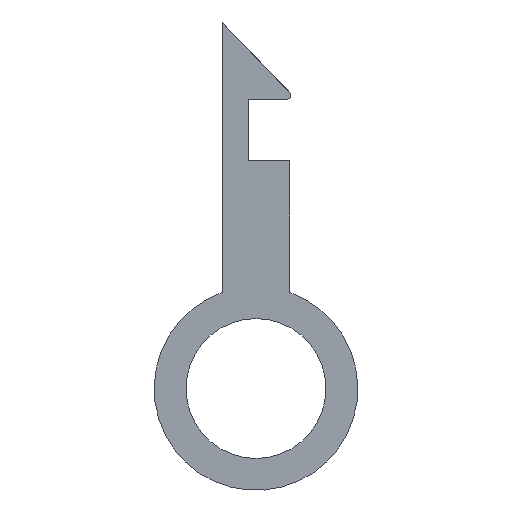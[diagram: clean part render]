
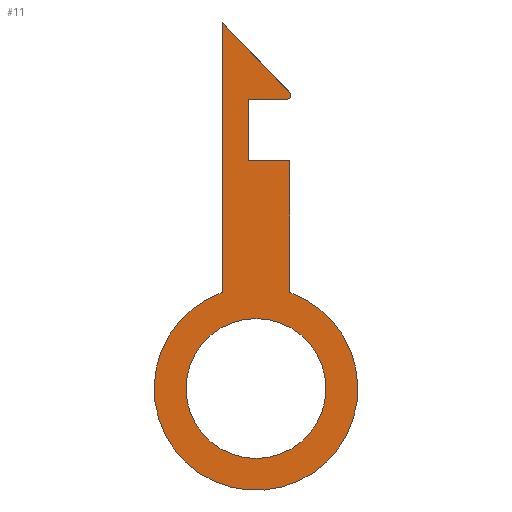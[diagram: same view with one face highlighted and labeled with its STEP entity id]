
A CAD part, left-side view. The second image highlights one B-rep face of the part: STEP entity #11.
In plain terms, the highlighted planar face has unit normal (-1, 0, 0).
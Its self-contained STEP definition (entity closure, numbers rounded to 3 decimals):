
#5 = AXIS2_PLACEMENT_3D ( 'NONE', #373, #482, #89 ) ;
#10 = CIRCLE ( 'NONE', #140, 8. ) ;
#11 = ADVANCED_FACE ( 'NONE', ( #282, #440 ), #170, .F. ) ;
#20 = EDGE_CURVE ( 'NONE', #390, #413, #273, .T. ) ;
#29 = LINE ( 'NONE', #302, #223 ) ;
#36 = CARTESIAN_POINT ( 'NONE',  ( 0., 0., 0.008 ) ) ;
#45 = LINE ( 'NONE', #204, #101 ) ;
#60 = CARTESIAN_POINT ( 'NONE',  ( 0., 0.814, 0.855 ) ) ;
#61 = ORIENTED_EDGE ( 'NONE', *, *, #217, .F. ) ;
#71 = VERTEX_POINT ( 'NONE', #118 ) ;
#75 = CIRCLE ( 'NONE', #5, 8. ) ;
#89 = DIRECTION ( 'NONE',  ( 0., 0., -1. ) ) ;
#90 = DIRECTION ( 'NONE',  ( 0., -1., 0. ) ) ;
#93 = EDGE_CURVE ( 'NONE', #451, #261, #384, .T. ) ;
#101 = VECTOR ( 'NONE', #275, 1000. ) ;
#108 = CARTESIAN_POINT ( 'NONE',  ( 0., 8.519, 8.87 ) ) ;
#113 = EDGE_LOOP ( 'NONE', ( #228, #312 ) ) ;
#118 = CARTESIAN_POINT ( 'NONE',  ( 0., 5.538, -6.992 ) ) ;
#139 = LINE ( 'NONE', #414, #176 ) ;
#140 = AXIS2_PLACEMENT_3D ( 'NONE', #361, #407, #488 ) ;
#142 = CARTESIAN_POINT ( 'NONE',  ( 0., 8.519, -22.061 ) ) ;
#147 = DIRECTION ( 'NONE',  ( 1., 0., 0. ) ) ;
#154 = CIRCLE ( 'NONE', #433, 11.65 ) ;
#155 = EDGE_LOOP ( 'NONE', ( #61, #458, #168, #417, #290, #193, #408, #158 ) ) ;
#157 = EDGE_CURVE ( 'NONE', #231, #451, #45, .T. ) ;
#158 = ORIENTED_EDGE ( 'NONE', *, *, #225, .F. ) ;
#160 = VERTEX_POINT ( 'NONE', #323 ) ;
#168 = ORIENTED_EDGE ( 'NONE', *, *, #93, .F. ) ;
#170 = PLANE ( 'NONE',  #325 ) ;
#176 = VECTOR ( 'NONE', #374, 1000. ) ;
#186 = VERTEX_POINT ( 'NONE', #446 ) ;
#189 = DIRECTION ( 'NONE',  ( 0., 0., -1. ) ) ;
#193 = ORIENTED_EDGE ( 'NONE', *, *, #20, .F. ) ;
#203 = CIRCLE ( 'NONE', #492, 0.5 ) ;
#204 = CARTESIAN_POINT ( 'NONE',  ( 0., 8.519, 8.87 ) ) ;
#217 = EDGE_CURVE ( 'NONE', #160, #235, #29, .T. ) ;
#221 = VERTEX_POINT ( 'NONE', #331 ) ;
#223 = VECTOR ( 'NONE', #372, 1000. ) ;
#225 = EDGE_CURVE ( 'NONE', #235, #71, #139, .T. ) ;
#228 = ORIENTED_EDGE ( 'NONE', *, *, #277, .T. ) ;
#231 = VERTEX_POINT ( 'NONE', #142 ) ;
#235 = VERTEX_POINT ( 'NONE', #500 ) ;
#259 = DIRECTION ( 'NONE',  ( -1., 0., 0. ) ) ;
#261 = VERTEX_POINT ( 'NONE', #60 ) ;
#273 = LINE ( 'NONE', #432, #392 ) ;
#274 = DIRECTION ( 'NONE',  ( 0., -0.693, -0.721 ) ) ;
#275 = DIRECTION ( 'NONE',  ( 0., 0., 1. ) ) ;
#277 = EDGE_CURVE ( 'NONE', #221, #186, #75, .T. ) ;
#282 = FACE_OUTER_BOUND ( 'NONE', #155, .T. ) ;
#290 = ORIENTED_EDGE ( 'NONE', *, *, #475, .F. ) ;
#300 = DIRECTION ( 'NONE',  ( 0., 0., -1. ) ) ;
#302 = CARTESIAN_POINT ( 'NONE',  ( 0., 5.538, 0.008 ) ) ;
#312 = ORIENTED_EDGE ( 'NONE', *, *, #351, .T. ) ;
#314 = DIRECTION ( 'NONE',  ( 0., 0., -1. ) ) ;
#321 = CARTESIAN_POINT ( 'NONE',  ( 0., 5.538, -6.992 ) ) ;
#322 = CARTESIAN_POINT ( 'NONE',  ( 0., 4.645, -33.048 ) ) ;
#323 = CARTESIAN_POINT ( 'NONE',  ( 0., 1.175, 0.008 ) ) ;
#325 = AXIS2_PLACEMENT_3D ( 'NONE', #322, #391, #314 ) ;
#331 = CARTESIAN_POINT ( 'NONE',  ( 0., 4.645, -25.048 ) ) ;
#332 = CARTESIAN_POINT ( 'NONE',  ( 0., 0.769, -6.992 ) ) ;
#351 = EDGE_CURVE ( 'NONE', #186, #221, #10, .T. ) ;
#361 = CARTESIAN_POINT ( 'NONE',  ( 0., 4.645, -33.048 ) ) ;
#365 = EDGE_CURVE ( 'NONE', #71, #390, #412, .T. ) ;
#372 = DIRECTION ( 'NONE',  ( 0., 1., 0. ) ) ;
#373 = CARTESIAN_POINT ( 'NONE',  ( 0., 4.645, -33.048 ) ) ;
#374 = DIRECTION ( 'NONE',  ( 0., 0., -1. ) ) ;
#384 = LINE ( 'NONE', #36, #466 ) ;
#390 = VERTEX_POINT ( 'NONE', #332 ) ;
#391 = DIRECTION ( 'NONE',  ( 1., 0., 0. ) ) ;
#392 = VECTOR ( 'NONE', #396, 1000. ) ;
#396 = DIRECTION ( 'NONE',  ( 0., 0., -1. ) ) ;
#401 = CARTESIAN_POINT ( 'NONE',  ( 0., 0.769, -22.062 ) ) ;
#407 = DIRECTION ( 'NONE',  ( 1., 0., 0. ) ) ;
#408 = ORIENTED_EDGE ( 'NONE', *, *, #365, .F. ) ;
#412 = LINE ( 'NONE', #321, #418 ) ;
#413 = VERTEX_POINT ( 'NONE', #401 ) ;
#414 = CARTESIAN_POINT ( 'NONE',  ( 0., 5.538, -6.992 ) ) ;
#417 = ORIENTED_EDGE ( 'NONE', *, *, #157, .F. ) ;
#418 = VECTOR ( 'NONE', #90, 1000. ) ;
#432 = CARTESIAN_POINT ( 'NONE',  ( 0., 0.769, -6.992 ) ) ;
#433 = AXIS2_PLACEMENT_3D ( 'NONE', #498, #147, #300 ) ;
#440 = FACE_BOUND ( 'NONE', #113, .T. ) ;
#446 = CARTESIAN_POINT ( 'NONE',  ( 0., 4.645, -41.048 ) ) ;
#451 = VERTEX_POINT ( 'NONE', #108 ) ;
#454 = CARTESIAN_POINT ( 'NONE',  ( 0., 1.175, 0.508 ) ) ;
#458 = ORIENTED_EDGE ( 'NONE', *, *, #495, .T. ) ;
#466 = VECTOR ( 'NONE', #274, 1000. ) ;
#475 = EDGE_CURVE ( 'NONE', #413, #231, #154, .T. ) ;
#482 = DIRECTION ( 'NONE',  ( 1., 0., 0. ) ) ;
#488 = DIRECTION ( 'NONE',  ( 0., 0., -1. ) ) ;
#492 = AXIS2_PLACEMENT_3D ( 'NONE', #454, #259, #189 ) ;
#495 = EDGE_CURVE ( 'NONE', #160, #261, #203, .T. ) ;
#498 = CARTESIAN_POINT ( 'NONE',  ( 0., 4.645, -33.048 ) ) ;
#500 = CARTESIAN_POINT ( 'NONE',  ( 0., 5.538, 0.008 ) ) ;
